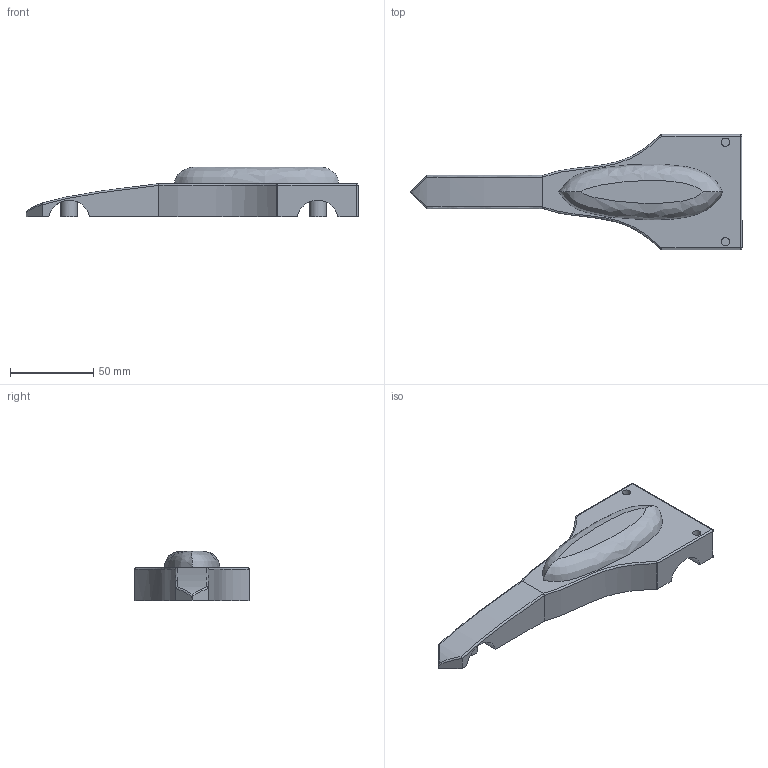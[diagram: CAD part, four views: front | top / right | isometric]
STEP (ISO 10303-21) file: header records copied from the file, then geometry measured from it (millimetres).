
FILE_DESCRIPTION(/* description */ (''),/* implementation_level */ '2;1');
FILE_NAME(/* name */ 'F1 Shell v3.step',/* time_stamp */ '2024-07-02T20:34:23-07:00',/* author */ (''),/* organization */ (''),/* preprocessor_version */ 'ST-DEVELOPER v20',/* originating_system */ 'Autodesk Translation Framework v13.14.0.145',/* authorisation */ '');
FILE_SCHEMA (('AUTOMOTIVE_DESIGN { 1 0 10303 214 3 1 1 }'));
Length unit declared in the file: millimetre
Products named in the file (1): F1 Shell
Bounding box: 199.99 x 69.34 x 30 mm (x, y, z)
Volume: 132325.8 mm3; surface area: 27574.4 mm2
Topology: 1 solids, 1 shells, 52 faces, 116 edges, 71 vertices
Faces by surface type: plane 23, bspline 13, cylinder 12, sphere 4
Full cylindrical faces by diameter (mm): 5 x2, 10 x2
Entity records: 2471 total; most frequent: CARTESIAN_POINT 1379, ORIENTED_EDGE 232, DIRECTION 189, EDGE_CURVE 116, VERTEX_POINT 71, AXIS2_PLACEMENT_3D 69, EDGE_LOOP 57, FACE_OUTER_BOUND 52
